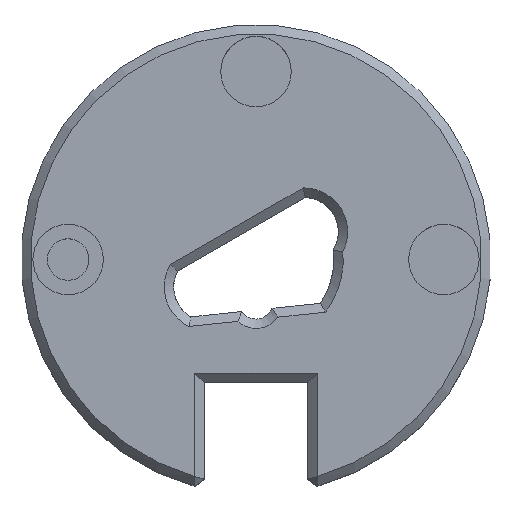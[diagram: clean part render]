
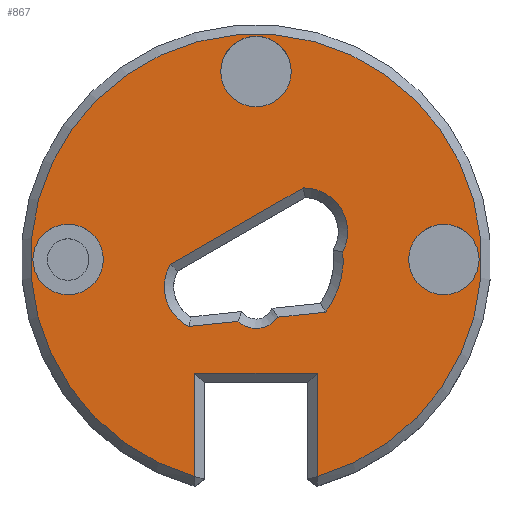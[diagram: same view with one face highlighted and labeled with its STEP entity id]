
A CAD part, top view. The second image highlights one B-rep face of the part: STEP entity #867.
In plain terms, the highlighted planar face has unit normal (0, 0, 1).
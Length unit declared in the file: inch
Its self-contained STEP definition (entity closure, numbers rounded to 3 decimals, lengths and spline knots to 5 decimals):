
#43=FACE_BOUND('',#277,.T.);
#44=FACE_BOUND('',#278,.T.);
#45=FACE_BOUND('',#279,.T.);
#46=FACE_BOUND('',#280,.T.);
#58=LINE('',#1373,#122);
#59=LINE('',#1384,#123);
#62=LINE('',#1397,#126);
#71=LINE('',#1425,#135);
#72=LINE('',#1427,#136);
#73=LINE('',#1428,#137);
#122=VECTOR('',#1095,0.3937);
#123=VECTOR('',#1104,0.3937);
#126=VECTOR('',#1115,0.3937);
#135=VECTOR('',#1142,0.3937);
#136=VECTOR('',#1143,0.3937);
#137=VECTOR('',#1144,0.3937);
#218=FACE_OUTER_BOUND('',#276,.T.);
#276=EDGE_LOOP('',(#643,#644,#645,#646));
#277=EDGE_LOOP('',(#647));
#278=EDGE_LOOP('',(#648));
#279=EDGE_LOOP('',(#649));
#280=EDGE_LOOP('',(#650,#651,#652,#653,#654,#655,#656));
#322=CIRCLE('',#928,0.1875);
#324=CIRCLE('',#932,0.1875);
#328=CIRCLE('',#939,0.1875);
#329=CIRCLE('',#942,0.23436);
#332=CIRCLE('',#946,0.46436);
#333=CIRCLE('',#949,0.1421);
#336=CIRCLE('',#954,0.23436);
#340=CIRCLE('',#964,1.2);
#367=VERTEX_POINT('',#1309);
#369=VERTEX_POINT('',#1317);
#373=VERTEX_POINT('',#1330);
#374=VERTEX_POINT('',#1336);
#375=VERTEX_POINT('',#1337);
#380=VERTEX_POINT('',#1354);
#381=VERTEX_POINT('',#1359);
#383=VERTEX_POINT('',#1368);
#384=VERTEX_POINT('',#1375);
#387=VERTEX_POINT('',#1389);
#395=VERTEX_POINT('',#1421);
#396=VERTEX_POINT('',#1422);
#397=VERTEX_POINT('',#1424);
#398=VERTEX_POINT('',#1426);
#444=EDGE_CURVE('',#367,#367,#322,.T.);
#448=EDGE_CURVE('',#369,#369,#324,.T.);
#454=EDGE_CURVE('',#373,#373,#328,.T.);
#457=EDGE_CURVE('',#374,#375,#329,.T.);
#463=EDGE_CURVE('',#380,#381,#332,.T.);
#467=EDGE_CURVE('',#383,#380,#58,.T.);
#468=EDGE_CURVE('',#384,#383,#333,.T.);
#471=EDGE_CURVE('',#375,#384,#59,.T.);
#474=EDGE_CURVE('',#381,#387,#336,.T.);
#477=EDGE_CURVE('',#387,#374,#62,.T.);
#489=EDGE_CURVE('',#395,#396,#340,.T.);
#490=EDGE_CURVE('',#397,#395,#71,.T.);
#491=EDGE_CURVE('',#398,#397,#72,.T.);
#492=EDGE_CURVE('',#396,#398,#73,.T.);
#643=ORIENTED_EDGE('',*,*,#489,.F.);
#644=ORIENTED_EDGE('',*,*,#490,.F.);
#645=ORIENTED_EDGE('',*,*,#491,.F.);
#646=ORIENTED_EDGE('',*,*,#492,.F.);
#647=ORIENTED_EDGE('',*,*,#444,.T.);
#648=ORIENTED_EDGE('',*,*,#448,.T.);
#649=ORIENTED_EDGE('',*,*,#454,.T.);
#650=ORIENTED_EDGE('',*,*,#463,.F.);
#651=ORIENTED_EDGE('',*,*,#467,.F.);
#652=ORIENTED_EDGE('',*,*,#468,.F.);
#653=ORIENTED_EDGE('',*,*,#471,.F.);
#654=ORIENTED_EDGE('',*,*,#457,.F.);
#655=ORIENTED_EDGE('',*,*,#477,.F.);
#656=ORIENTED_EDGE('',*,*,#474,.F.);
#823=PLANE('',#963);
#867=ADVANCED_FACE('',(#218,#43,#44,#45,#46),#823,.T.);
#928=AXIS2_PLACEMENT_3D('',#1310,#1048,#1049);
#932=AXIS2_PLACEMENT_3D('',#1318,#1058,#1059);
#939=AXIS2_PLACEMENT_3D('',#1331,#1074,#1075);
#942=AXIS2_PLACEMENT_3D('',#1338,#1082,#1083);
#946=AXIS2_PLACEMENT_3D('',#1360,#1090,#1091);
#949=AXIS2_PLACEMENT_3D('',#1376,#1098,#1099);
#954=AXIS2_PLACEMENT_3D('',#1390,#1110,#1111);
#963=AXIS2_PLACEMENT_3D('',#1420,#1138,#1139);
#964=AXIS2_PLACEMENT_3D('',#1423,#1140,#1141);
#1048=DIRECTION('center_axis',(0.,0.,-1.));
#1049=DIRECTION('ref_axis',(1.,0.,0.));
#1058=DIRECTION('center_axis',(0.,0.,-1.));
#1059=DIRECTION('ref_axis',(1.,0.,0.));
#1074=DIRECTION('center_axis',(0.,0.,-1.));
#1075=DIRECTION('ref_axis',(1.,0.,0.));
#1082=DIRECTION('center_axis',(0.,0.,1.));
#1083=DIRECTION('ref_axis',(-0.844,0.537,0.));
#1090=DIRECTION('center_axis',(0.,0.,1.));
#1091=DIRECTION('ref_axis',(0.815,-0.58,0.));
#1095=DIRECTION('',(0.995,0.104,0.));
#1098=DIRECTION('center_axis',(0.,0.,1.));
#1099=DIRECTION('ref_axis',(1.,0.,0.));
#1104=DIRECTION('',(0.995,0.104,0.));
#1110=DIRECTION('center_axis',(0.,0.,1.));
#1111=DIRECTION('ref_axis',(0.844,-0.537,0.));
#1115=DIRECTION('',(-0.866,-0.5,0.));
#1138=DIRECTION('center_axis',(0.,0.,1.));
#1139=DIRECTION('ref_axis',(1.,0.,0.));
#1140=DIRECTION('center_axis',(0.,0.,-1.));
#1141=DIRECTION('ref_axis',(-1.,0.,0.));
#1142=DIRECTION('',(0.,-1.,0.));
#1143=DIRECTION('',(-1.,0.,0.));
#1144=DIRECTION('',(0.,1.,0.));
#1309=CARTESIAN_POINT('',(-0.1875,1.,0.763));
#1310=CARTESIAN_POINT('Origin',(0.,1.,0.763));
#1317=CARTESIAN_POINT('',(0.8125,0.,0.763));
#1318=CARTESIAN_POINT('Origin',(1.,0.,0.763));
#1330=CARTESIAN_POINT('',(-1.1875,0.,0.763));
#1331=CARTESIAN_POINT('Origin',(-1.,0.,0.763));
#1336=CARTESIAN_POINT('',(-0.45504,-0.02648,0.763));
#1337=CARTESIAN_POINT('',(-0.35718,-0.3568,0.763));
#1338=CARTESIAN_POINT('Origin',(-0.25375,-0.1465,0.763));
#1354=CARTESIAN_POINT('',(0.37,-0.2806,0.763));
#1359=CARTESIAN_POINT('',(0.46262,0.04021,0.763));
#1360=CARTESIAN_POINT('Origin',(0.,0.,0.763));
#1368=CARTESIAN_POINT('',(0.11589,-0.30723,0.763));
#1373=CARTESIAN_POINT('',(-0.14473,-0.33454,0.763));
#1375=CARTESIAN_POINT('',(-0.09632,-0.32947,0.763));
#1376=CARTESIAN_POINT('Origin',(0.,-0.225,0.763));
#1384=CARTESIAN_POINT('',(-0.14473,-0.33454,0.763));
#1389=CARTESIAN_POINT('',(0.25045,0.38084,0.763));
#1390=CARTESIAN_POINT('Origin',(0.25375,0.1465,0.763));
#1397=CARTESIAN_POINT('',(0.06284,0.27252,0.763));
#1420=CARTESIAN_POINT('Origin',(0.,0.01542,0.763));
#1421=CARTESIAN_POINT('',(-0.32595,-1.15488,0.763));
#1422=CARTESIAN_POINT('',(0.32595,-1.15488,0.763));
#1423=CARTESIAN_POINT('Origin',(0.,0.,0.763));
#1424=CARTESIAN_POINT('',(-0.32595,-0.605,0.763));
#1425=CARTESIAN_POINT('',(-0.32595,-0.60187,0.763));
#1426=CARTESIAN_POINT('',(0.32595,-0.605,0.763));
#1427=CARTESIAN_POINT('',(0.13798,-0.605,0.763));
#1428=CARTESIAN_POINT('',(0.32595,-0.31979,0.763));
